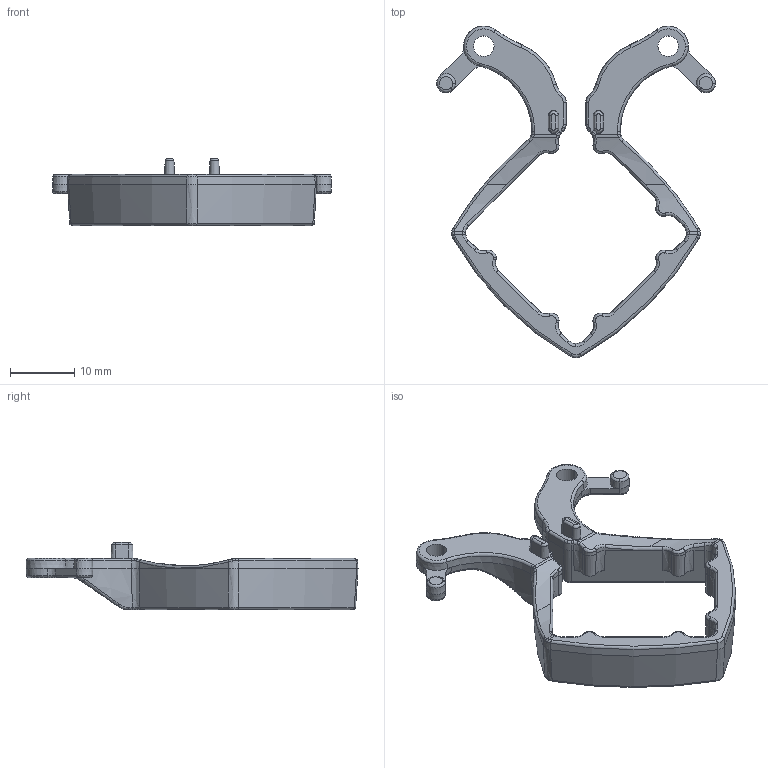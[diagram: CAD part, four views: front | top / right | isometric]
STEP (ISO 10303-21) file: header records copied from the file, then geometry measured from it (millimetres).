
FILE_DESCRIPTION (( 'STEP AP203' ), '1' );
FILE_NAME ('71259 Layer Fan Mount.STEP', '2016-11-07T20:19:47', ( '' ), ( '' ), 'SwSTEP 2.0', 'SolidWorks 2017', '' );
FILE_SCHEMA (( 'CONFIG_CONTROL_DESIGN' ));
Length unit declared in the file: millimetre
Products named in the file (1): 71259 Layer Fan Mount
Bounding box: 43.57 x 51.83 x 10.5 mm (x, y, z)
Volume: 3027.4 mm3; surface area: 2996.9 mm2
Topology: 1 solids, 1 shells, 361 faces, 877 edges, 520 vertices
Faces by surface type: bspline 134, cone 66, cylinder 57, plane 56, torus 48
Entity records: 13135 total; most frequent: CARTESIAN_POINT 5757, ORIENTED_EDGE 1754, DIRECTION 1287, EDGE_CURVE 877, AXIS2_PLACEMENT_3D 549, VERTEX_POINT 520, EDGE_LOOP 367, ADVANCED_FACE 361
